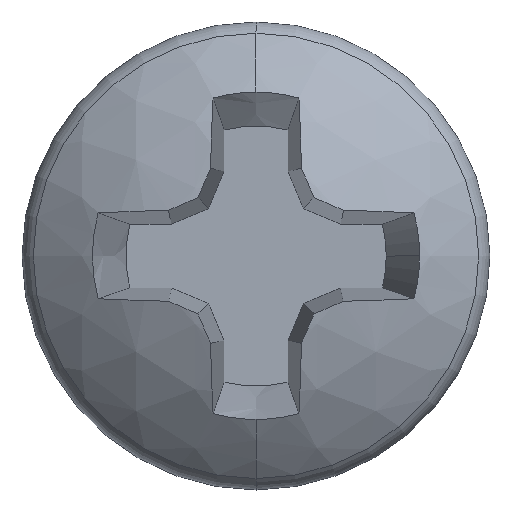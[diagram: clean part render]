
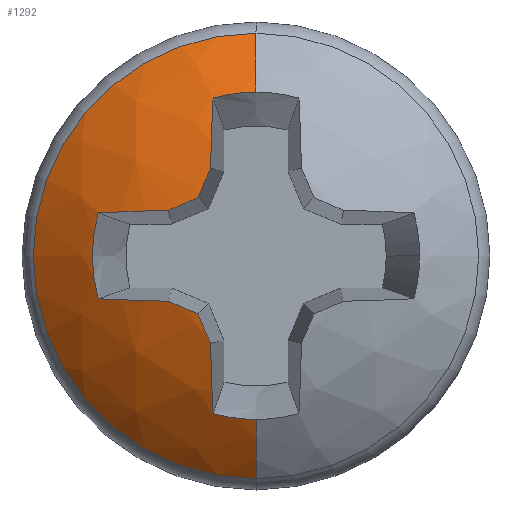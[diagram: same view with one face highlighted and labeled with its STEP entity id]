
A CAD part, top view. The second image highlights one B-rep face of the part: STEP entity #1292.
In plain terms, the highlighted spherical face has radius 2.778 mm.
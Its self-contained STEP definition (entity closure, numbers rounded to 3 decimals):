
#18 = EDGE_CURVE ( 'NONE', #1265, #2149, #3034, .T. ) ;
#21 = DIRECTION ( 'NONE',  ( 0.087, 0., -0.996 ) ) ;
#22 = DIRECTION ( 'NONE',  ( -0.381, -0.92, -0.087 ) ) ;
#48 = AXIS2_PLACEMENT_3D ( 'NONE', #1366, #150, #3819 ) ;
#122 = CARTESIAN_POINT ( 'NONE',  ( -0.379, 0.157, 2.886 ) ) ;
#129 = DIRECTION ( 'NONE',  ( 0.087, 0., -0.996 ) ) ;
#134 = CARTESIAN_POINT ( 'NONE',  ( -0.389, 0.748, 5.569 ) ) ;
#150 = DIRECTION ( 'NONE',  ( 0., 0., -1. ) ) ;
#177 = CARTESIAN_POINT ( 'NONE',  ( 0., -1.904, 4.945 ) ) ;
#302 = CARTESIAN_POINT ( 'NONE',  ( 0., 0., 5.322 ) ) ;
#311 = CARTESIAN_POINT ( 'NONE',  ( -0.496, 0.496, 5.61 ) ) ;
#390 = VERTEX_POINT ( 'NONE', #311 ) ;
#410 = AXIS2_PLACEMENT_3D ( 'NONE', #1034, #1919, #129 ) ;
#438 = ORIENTED_EDGE ( 'NONE', *, *, #3329, .T. ) ;
#443 = ORIENTED_EDGE ( 'NONE', *, *, #3844, .T. ) ;
#476 = CARTESIAN_POINT ( 'NONE',  ( 0., -0.156, 2.908 ) ) ;
#593 = DIRECTION ( 'NONE',  ( -0.924, 0.383, 0. ) ) ;
#637 = AXIS2_PLACEMENT_3D ( 'NONE', #1221, #639, #1210 ) ;
#639 = DIRECTION ( 'NONE',  ( 0., 0., -1. ) ) ;
#642 = VERTEX_POINT ( 'NONE', #760 ) ;
#754 = CIRCLE ( 'NONE', #2717, 2.747 ) ;
#760 = CARTESIAN_POINT ( 'NONE',  ( -0.367, -1.35, 5.322 ) ) ;
#810 = VERTEX_POINT ( 'NONE', #1798 ) ;
#823 = DIRECTION ( 'NONE',  ( 0., 1., 0. ) ) ;
#827 = EDGE_LOOP ( 'NONE', ( #3708, #1569, #1178, #1183, #3201, #438, #1552, #2586, #2873, #3145, #443, #3177, #2359, #3550 ) ) ;
#853 = FACE_OUTER_BOUND ( 'NONE', #827, .T. ) ;
#856 = VERTEX_POINT ( 'NONE', #2112 ) ;
#1034 = CARTESIAN_POINT ( 'NONE',  ( -0.156, 0., 2.908 ) ) ;
#1050 = CIRCLE ( 'NONE', #48, 1.399 ) ;
#1054 = DIRECTION ( 'NONE',  ( -0.92, 0.381, -0.087 ) ) ;
#1150 = SPHERICAL_SURFACE ( 'NONE', #3908, 2.778 ) ;
#1173 = EDGE_CURVE ( 'NONE', #2778, #810, #3231, .T. ) ;
#1178 = ORIENTED_EDGE ( 'NONE', *, *, #1568, .F. ) ;
#1183 = ORIENTED_EDGE ( 'NONE', *, *, #18, .F. ) ;
#1187 = CIRCLE ( 'NONE', #2545, 2.747 ) ;
#1198 = CARTESIAN_POINT ( 'NONE',  ( -0.389, -0.748, 5.569 ) ) ;
#1210 = DIRECTION ( 'NONE',  ( 0., 1., 0. ) ) ;
#1221 = CARTESIAN_POINT ( 'NONE',  ( 0., 0., 4.945 ) ) ;
#1265 = VERTEX_POINT ( 'NONE', #2046 ) ;
#1276 = CARTESIAN_POINT ( 'NONE',  ( -0.367, 1.35, 5.322 ) ) ;
#1292 = ADVANCED_FACE ( 'NONE', ( #853 ), #1150, .T. ) ;
#1308 = CARTESIAN_POINT ( 'NONE',  ( 0., 0., 2.922 ) ) ;
#1358 = CARTESIAN_POINT ( 'NONE',  ( 0., 0., 2.922 ) ) ;
#1366 = CARTESIAN_POINT ( 'NONE',  ( 0., 0., 5.322 ) ) ;
#1367 = DIRECTION ( 'NONE',  ( 0., -0.996, -0.087 ) ) ;
#1404 = VERTEX_POINT ( 'NONE', #1198 ) ;
#1454 = DIRECTION ( 'NONE',  ( 0., 0., -1. ) ) ;
#1528 = DIRECTION ( 'NONE',  ( -0.92, -0.381, -0.087 ) ) ;
#1552 = ORIENTED_EDGE ( 'NONE', *, *, #3217, .T. ) ;
#1568 = EDGE_CURVE ( 'NONE', #2149, #3599, #2242, .T. ) ;
#1569 = ORIENTED_EDGE ( 'NONE', *, *, #2257, .T. ) ;
#1591 = AXIS2_PLACEMENT_3D ( 'NONE', #1308, #2211, #1872 ) ;
#1693 = DIRECTION ( 'NONE',  ( -0.381, 0.92, -0.087 ) ) ;
#1709 = CARTESIAN_POINT ( 'NONE',  ( 0., 1.399, 5.322 ) ) ;
#1724 = AXIS2_PLACEMENT_3D ( 'NONE', #1358, #1979, #2287 ) ;
#1737 = CARTESIAN_POINT ( 'NONE',  ( 0., 0., 2.922 ) ) ;
#1787 = AXIS2_PLACEMENT_3D ( 'NONE', #3687, #3387, #21 ) ;
#1798 = CARTESIAN_POINT ( 'NONE',  ( -1.35, 0.367, 5.322 ) ) ;
#1872 = DIRECTION ( 'NONE',  ( 0., -1., 0. ) ) ;
#1873 = DIRECTION ( 'NONE',  ( 0., -0.087, -0.996 ) ) ;
#1919 = DIRECTION ( 'NONE',  ( -0.996, 0., -0.087 ) ) ;
#1979 = DIRECTION ( 'NONE',  ( 1., 0., 0. ) ) ;
#2003 = DIRECTION ( 'NONE',  ( 0.924, 0.383, 0. ) ) ;
#2046 = CARTESIAN_POINT ( 'NONE',  ( 0., -1.399, 5.322 ) ) ;
#2049 = AXIS2_PLACEMENT_3D ( 'NONE', #302, #2444, #3710 ) ;
#2069 = CARTESIAN_POINT ( 'NONE',  ( -1.35, -0.367, 5.322 ) ) ;
#2090 = CIRCLE ( 'NONE', #1787, 2.774 ) ;
#2105 = VERTEX_POINT ( 'NONE', #1709 ) ;
#2112 = CARTESIAN_POINT ( 'NONE',  ( -0.748, 0.389, 5.569 ) ) ;
#2147 = EDGE_CURVE ( 'NONE', #3012, #3828, #2090, .T. ) ;
#2149 = VERTEX_POINT ( 'NONE', #177 ) ;
#2167 = EDGE_CURVE ( 'NONE', #1265, #642, #3673, .T. ) ;
#2211 = DIRECTION ( 'NONE',  ( -1., 0., 0. ) ) ;
#2242 = CIRCLE ( 'NONE', #637, 1.904 ) ;
#2257 = EDGE_CURVE ( 'NONE', #2105, #3599, #3581, .T. ) ;
#2287 = DIRECTION ( 'NONE',  ( 0., 0., -1. ) ) ;
#2309 = DIRECTION ( 'NONE',  ( 0.383, 0.924, 0. ) ) ;
#2359 = ORIENTED_EDGE ( 'NONE', *, *, #2495, .T. ) ;
#2367 = DIRECTION ( 'NONE',  ( -1., 0., 0. ) ) ;
#2429 = CARTESIAN_POINT ( 'NONE',  ( -0.379, -0.157, 2.886 ) ) ;
#2436 = AXIS2_PLACEMENT_3D ( 'NONE', #3306, #1454, #823 ) ;
#2444 = DIRECTION ( 'NONE',  ( 0., 0., -1. ) ) ;
#2446 = CARTESIAN_POINT ( 'NONE',  ( -0.157, -0.379, 2.886 ) ) ;
#2449 = EDGE_CURVE ( 'NONE', #3828, #2105, #1050, .T. ) ;
#2476 = CIRCLE ( 'NONE', #3423, 2.747 ) ;
#2495 = EDGE_CURVE ( 'NONE', #390, #3012, #3233, .T. ) ;
#2542 = DIRECTION ( 'NONE',  ( 0., 0.996, -0.087 ) ) ;
#2545 = AXIS2_PLACEMENT_3D ( 'NONE', #2446, #22, #593 ) ;
#2586 = ORIENTED_EDGE ( 'NONE', *, *, #3638, .T. ) ;
#2712 = EDGE_CURVE ( 'NONE', #856, #390, #754, .T. ) ;
#2717 = AXIS2_PLACEMENT_3D ( 'NONE', #2975, #1693, #2003 ) ;
#2778 = VERTEX_POINT ( 'NONE', #2069 ) ;
#2866 = CIRCLE ( 'NONE', #2932, 2.774 ) ;
#2873 = ORIENTED_EDGE ( 'NONE', *, *, #3944, .T. ) ;
#2932 = AXIS2_PLACEMENT_3D ( 'NONE', #476, #1367, #3529 ) ;
#2975 = CARTESIAN_POINT ( 'NONE',  ( -0.157, 0.379, 2.886 ) ) ;
#3012 = VERTEX_POINT ( 'NONE', #134 ) ;
#3034 = CIRCLE ( 'NONE', #1724, 2.778 ) ;
#3063 = DIRECTION ( 'NONE',  ( 0., -1., 0. ) ) ;
#3145 = ORIENTED_EDGE ( 'NONE', *, *, #1173, .T. ) ;
#3169 = CARTESIAN_POINT ( 'NONE',  ( 0., 0.156, 2.908 ) ) ;
#3177 = ORIENTED_EDGE ( 'NONE', *, *, #2712, .T. ) ;
#3201 = ORIENTED_EDGE ( 'NONE', *, *, #2167, .T. ) ;
#3217 = EDGE_CURVE ( 'NONE', #1404, #3822, #2476, .T. ) ;
#3231 = CIRCLE ( 'NONE', #2436, 1.399 ) ;
#3233 = CIRCLE ( 'NONE', #4007, 2.747 ) ;
#3241 = AXIS2_PLACEMENT_3D ( 'NONE', #3169, #2542, #1873 ) ;
#3306 = CARTESIAN_POINT ( 'NONE',  ( 0., 0., 5.322 ) ) ;
#3329 = EDGE_CURVE ( 'NONE', #642, #1404, #3621, .T. ) ;
#3387 = DIRECTION ( 'NONE',  ( -0.996, 0., -0.087 ) ) ;
#3422 = CARTESIAN_POINT ( 'NONE',  ( 0., 1.904, 4.945 ) ) ;
#3423 = AXIS2_PLACEMENT_3D ( 'NONE', #2429, #1528, #3691 ) ;
#3477 = VERTEX_POINT ( 'NONE', #3607 ) ;
#3529 = DIRECTION ( 'NONE',  ( 0., -0.087, 0.996 ) ) ;
#3550 = ORIENTED_EDGE ( 'NONE', *, *, #2147, .T. ) ;
#3581 = CIRCLE ( 'NONE', #1591, 2.778 ) ;
#3599 = VERTEX_POINT ( 'NONE', #3422 ) ;
#3607 = CARTESIAN_POINT ( 'NONE',  ( -0.748, -0.389, 5.569 ) ) ;
#3621 = CIRCLE ( 'NONE', #410, 2.774 ) ;
#3638 = EDGE_CURVE ( 'NONE', #3822, #3477, #1187, .T. ) ;
#3666 = CIRCLE ( 'NONE', #3241, 2.774 ) ;
#3673 = CIRCLE ( 'NONE', #2049, 1.399 ) ;
#3687 = CARTESIAN_POINT ( 'NONE',  ( -0.156, 0., 2.908 ) ) ;
#3691 = DIRECTION ( 'NONE',  ( -0.383, 0.924, 0. ) ) ;
#3708 = ORIENTED_EDGE ( 'NONE', *, *, #2449, .T. ) ;
#3710 = DIRECTION ( 'NONE',  ( -1., 0., 0. ) ) ;
#3769 = CARTESIAN_POINT ( 'NONE',  ( -0.496, -0.496, 5.61 ) ) ;
#3819 = DIRECTION ( 'NONE',  ( -1., 0., 0. ) ) ;
#3822 = VERTEX_POINT ( 'NONE', #3769 ) ;
#3828 = VERTEX_POINT ( 'NONE', #1276 ) ;
#3844 = EDGE_CURVE ( 'NONE', #810, #856, #3666, .T. ) ;
#3908 = AXIS2_PLACEMENT_3D ( 'NONE', #1737, #2367, #3063 ) ;
#3944 = EDGE_CURVE ( 'NONE', #3477, #2778, #2866, .T. ) ;
#4007 = AXIS2_PLACEMENT_3D ( 'NONE', #122, #1054, #2309 ) ;
